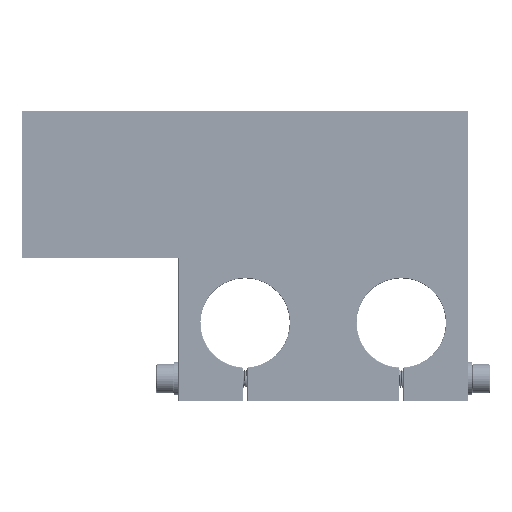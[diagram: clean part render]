
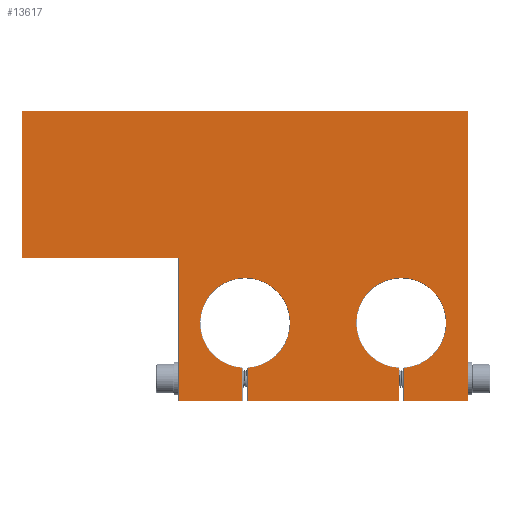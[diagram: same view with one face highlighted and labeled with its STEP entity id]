
A CAD part, front view. The second image highlights one B-rep face of the part: STEP entity #13617.
In plain terms, the highlighted planar face has unit normal (0, -1, 0).
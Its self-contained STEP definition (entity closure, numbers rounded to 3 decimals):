
#195=PLANE('',#14464);
#890=FACE_OUTER_BOUND('',#1652,.T.);
#1652=EDGE_LOOP('',(#11860,#11861,#11862,#11863,#11864,#11865,#11866,#11867,
#11868,#11869,#11870,#11871,#11872,#11873));
#1814=CIRCLE('',#14429,20.2);
#1816=CIRCLE('',#14443,20.2);
#3640=LINE('',#53619,#4411);
#3656=LINE('',#53659,#4427);
#3677=LINE('',#53701,#4448);
#3697=LINE('',#53741,#4468);
#3712=LINE('',#53777,#4483);
#3738=LINE('',#53837,#4509);
#3740=LINE('',#53840,#4511);
#3744=LINE('',#53850,#4515);
#3748=LINE('',#53856,#4519);
#3756=LINE('',#53868,#4527);
#3760=LINE('',#53874,#4531);
#3766=LINE('',#53886,#4537);
#4411=VECTOR('',#16420,10.);
#4427=VECTOR('',#16454,10.);
#4448=VECTOR('',#16493,10.);
#4468=VECTOR('',#16529,10.);
#4483=VECTOR('',#16556,10.);
#4509=VECTOR('',#16610,10.);
#4511=VECTOR('',#16614,10.);
#4515=VECTOR('',#16630,10.);
#4519=VECTOR('',#16638,10.);
#4527=VECTOR('',#16654,10.);
#4531=VECTOR('',#16662,10.);
#4537=VECTOR('',#16680,10.);
#5775=VERTEX_POINT('',#53589);
#5783=VERTEX_POINT('',#53610);
#5787=VERTEX_POINT('',#53625);
#5796=VERTEX_POINT('',#53654);
#5798=VERTEX_POINT('',#53662);
#5807=VERTEX_POINT('',#53692);
#5811=VERTEX_POINT('',#53707);
#5819=VERTEX_POINT('',#53732);
#5823=VERTEX_POINT('',#53747);
#5831=VERTEX_POINT('',#53768);
#5835=VERTEX_POINT('',#53783);
#5841=VERTEX_POINT('',#53805);
#5845=VERTEX_POINT('',#53813);
#5849=VERTEX_POINT('',#53833);
#7738=EDGE_CURVE('',#5775,#5783,#3640,.T.);
#7757=EDGE_CURVE('',#5783,#5796,#3656,.T.);
#7778=EDGE_CURVE('',#5796,#5807,#3677,.T.);
#7798=EDGE_CURVE('',#5807,#5819,#3697,.T.);
#7814=EDGE_CURVE('',#5819,#5831,#3712,.T.);
#7843=EDGE_CURVE('',#5841,#5849,#3738,.T.);
#7845=EDGE_CURVE('',#5849,#5845,#3740,.T.);
#7847=EDGE_CURVE('',#5845,#5835,#1814,.T.);
#7851=EDGE_CURVE('',#5831,#5841,#3744,.T.);
#7855=EDGE_CURVE('',#5835,#5823,#3748,.T.);
#7863=EDGE_CURVE('',#5823,#5811,#3756,.T.);
#7867=EDGE_CURVE('',#5811,#5798,#3760,.T.);
#7871=EDGE_CURVE('',#5798,#5787,#1816,.T.);
#7875=EDGE_CURVE('',#5787,#5775,#3766,.T.);
#11860=ORIENTED_EDGE('',*,*,#7871,.F.);
#11861=ORIENTED_EDGE('',*,*,#7867,.F.);
#11862=ORIENTED_EDGE('',*,*,#7863,.F.);
#11863=ORIENTED_EDGE('',*,*,#7855,.F.);
#11864=ORIENTED_EDGE('',*,*,#7847,.F.);
#11865=ORIENTED_EDGE('',*,*,#7845,.F.);
#11866=ORIENTED_EDGE('',*,*,#7843,.F.);
#11867=ORIENTED_EDGE('',*,*,#7851,.F.);
#11868=ORIENTED_EDGE('',*,*,#7814,.F.);
#11869=ORIENTED_EDGE('',*,*,#7798,.F.);
#11870=ORIENTED_EDGE('',*,*,#7778,.F.);
#11871=ORIENTED_EDGE('',*,*,#7757,.F.);
#11872=ORIENTED_EDGE('',*,*,#7738,.F.);
#11873=ORIENTED_EDGE('',*,*,#7875,.F.);
#13617=ADVANCED_FACE('',(#890),#195,.T.);
#14429=AXIS2_PLACEMENT_3D('',#53844,#16620,#16621);
#14443=AXIS2_PLACEMENT_3D('',#53880,#16670,#16671);
#14464=AXIS2_PLACEMENT_3D('',#53913,#16724,#16725);
#16420=DIRECTION('',(-1.,0.,0.));
#16454=DIRECTION('',(0.,0.,1.));
#16493=DIRECTION('',(-1.,0.,0.));
#16529=DIRECTION('',(0.,0.,1.));
#16556=DIRECTION('',(1.,0.,0.));
#16610=DIRECTION('',(-1.,0.,0.));
#16614=DIRECTION('',(0.,0.,1.));
#16620=DIRECTION('center_axis',(0.,-1.,0.));
#16621=DIRECTION('ref_axis',(-1.,0.,0.));
#16630=DIRECTION('',(0.,0.,-1.));
#16638=DIRECTION('',(0.,0.,-1.));
#16654=DIRECTION('',(-1.,0.,0.));
#16662=DIRECTION('',(0.,0.,1.));
#16670=DIRECTION('center_axis',(0.,-1.,0.));
#16671=DIRECTION('ref_axis',(-1.,0.,0.));
#16680=DIRECTION('',(0.,0.,-1.));
#16724=DIRECTION('center_axis',(0.,-1.,0.));
#16725=DIRECTION('ref_axis',(1.,0.,0.));
#53589=CARTESIAN_POINT('',(28.8,0.,0.2));
#53610=CARTESIAN_POINT('',(0.2,0.,0.2));
#53619=CARTESIAN_POINT('',(32.5,0.,0.2));
#53625=CARTESIAN_POINT('',(28.8,0.,14.836));
#53654=CARTESIAN_POINT('',(0.2,0.,64.2));
#53659=CARTESIAN_POINT('',(0.2,0.,0.));
#53662=CARTESIAN_POINT('',(31.2,0.,14.836));
#53692=CARTESIAN_POINT('',(-69.8,0.,64.2));
#53701=CARTESIAN_POINT('',(-35.,0.,64.2));
#53707=CARTESIAN_POINT('',(31.2,0.,0.2));
#53732=CARTESIAN_POINT('',(-69.8,0.,129.8));
#53741=CARTESIAN_POINT('',(-69.8,0.,65.));
#53747=CARTESIAN_POINT('',(98.8,0.,0.2));
#53768=CARTESIAN_POINT('',(129.8,0.,129.8));
#53777=CARTESIAN_POINT('',(65.,0.,129.8));
#53783=CARTESIAN_POINT('',(98.8,0.,14.836));
#53805=CARTESIAN_POINT('',(129.8,0.,0.2));
#53813=CARTESIAN_POINT('',(101.2,0.,14.836));
#53833=CARTESIAN_POINT('',(101.2,0.,0.2));
#53837=CARTESIAN_POINT('',(32.5,0.,0.2));
#53840=CARTESIAN_POINT('',(101.2,0.,-10.));
#53844=CARTESIAN_POINT('Origin',(100.,0.,35.));
#53850=CARTESIAN_POINT('',(129.8,0.,0.));
#53856=CARTESIAN_POINT('',(98.8,0.,10.));
#53868=CARTESIAN_POINT('',(32.5,0.,0.2));
#53874=CARTESIAN_POINT('',(31.2,0.,-12.5));
#53880=CARTESIAN_POINT('Origin',(30.,0.,35.));
#53886=CARTESIAN_POINT('',(28.8,0.,12.5));
#53913=CARTESIAN_POINT('Origin',(0.,0.,0.));
